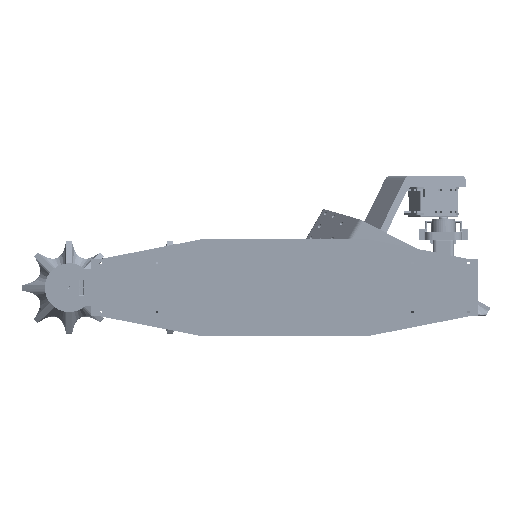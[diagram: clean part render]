
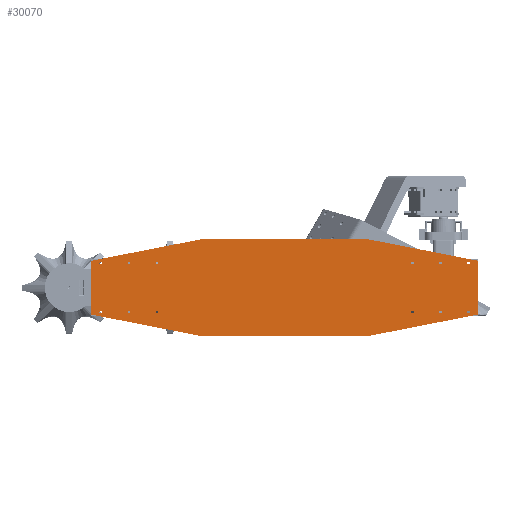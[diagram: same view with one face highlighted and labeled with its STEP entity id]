
A CAD part, front view. The second image highlights one B-rep face of the part: STEP entity #30070.
In plain terms, the highlighted planar face has unit normal (0, -1, 0).
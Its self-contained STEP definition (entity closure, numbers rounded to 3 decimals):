
#1290=FACE_BOUND('',#4489,.T.);
#1291=FACE_BOUND('',#4490,.T.);
#1292=FACE_BOUND('',#4491,.T.);
#1293=FACE_BOUND('',#4492,.T.);
#1294=FACE_BOUND('',#4493,.T.);
#1295=FACE_BOUND('',#4494,.T.);
#1296=FACE_BOUND('',#4495,.T.);
#1297=FACE_BOUND('',#4496,.T.);
#1298=FACE_BOUND('',#4497,.T.);
#1299=FACE_BOUND('',#4498,.T.);
#1300=FACE_BOUND('',#4499,.T.);
#1301=FACE_BOUND('',#4500,.T.);
#1744=PLANE('',#32039);
#2783=FACE_OUTER_BOUND('',#4488,.T.);
#4488=EDGE_LOOP('',(#20876,#20877,#20878,#20879,#20880,#20881,#20882,#20883));
#4489=EDGE_LOOP('',(#20884));
#4490=EDGE_LOOP('',(#20885));
#4491=EDGE_LOOP('',(#20886));
#4492=EDGE_LOOP('',(#20887));
#4493=EDGE_LOOP('',(#20888));
#4494=EDGE_LOOP('',(#20889));
#4495=EDGE_LOOP('',(#20890));
#4496=EDGE_LOOP('',(#20891));
#4497=EDGE_LOOP('',(#20892));
#4498=EDGE_LOOP('',(#20893));
#4499=EDGE_LOOP('',(#20894));
#4500=EDGE_LOOP('',(#20895));
#6617=LINE('',#43424,#9557);
#6621=LINE('',#43432,#9561);
#6624=LINE('',#43438,#9564);
#6627=LINE('',#43444,#9567);
#6630=LINE('',#43450,#9570);
#6633=LINE('',#43456,#9573);
#6636=LINE('',#43462,#9576);
#6639=LINE('',#43467,#9579);
#9557=VECTOR('',#34887,10.);
#9561=VECTOR('',#34893,10.);
#9564=VECTOR('',#34898,10.);
#9567=VECTOR('',#34903,10.);
#9570=VECTOR('',#34908,10.);
#9573=VECTOR('',#34913,10.);
#9576=VECTOR('',#34918,10.);
#9579=VECTOR('',#34923,10.);
#12486=CIRCLE('',#31996,1.6);
#12488=CIRCLE('',#31999,1.6);
#12490=CIRCLE('',#32002,1.6);
#12492=CIRCLE('',#32005,1.6);
#12494=CIRCLE('',#32008,1.6);
#12496=CIRCLE('',#32011,1.6);
#12498=CIRCLE('',#32014,1.6);
#12500=CIRCLE('',#32017,1.6);
#12502=CIRCLE('',#32020,1.6);
#12504=CIRCLE('',#32023,1.6);
#12506=CIRCLE('',#32026,1.6);
#12508=CIRCLE('',#32029,1.6);
#13537=VERTEX_POINT('',#43352);
#13539=VERTEX_POINT('',#43358);
#13541=VERTEX_POINT('',#43364);
#13543=VERTEX_POINT('',#43370);
#13545=VERTEX_POINT('',#43376);
#13547=VERTEX_POINT('',#43382);
#13549=VERTEX_POINT('',#43388);
#13551=VERTEX_POINT('',#43394);
#13553=VERTEX_POINT('',#43400);
#13555=VERTEX_POINT('',#43406);
#13557=VERTEX_POINT('',#43412);
#13559=VERTEX_POINT('',#43418);
#13560=VERTEX_POINT('',#43422);
#13561=VERTEX_POINT('',#43423);
#13564=VERTEX_POINT('',#43431);
#13566=VERTEX_POINT('',#43437);
#13568=VERTEX_POINT('',#43443);
#13570=VERTEX_POINT('',#43449);
#13572=VERTEX_POINT('',#43455);
#13574=VERTEX_POINT('',#43461);
#16378=EDGE_CURVE('',#13537,#13537,#12486,.T.);
#16381=EDGE_CURVE('',#13539,#13539,#12488,.T.);
#16384=EDGE_CURVE('',#13541,#13541,#12490,.T.);
#16387=EDGE_CURVE('',#13543,#13543,#12492,.T.);
#16390=EDGE_CURVE('',#13545,#13545,#12494,.T.);
#16393=EDGE_CURVE('',#13547,#13547,#12496,.T.);
#16396=EDGE_CURVE('',#13549,#13549,#12498,.T.);
#16399=EDGE_CURVE('',#13551,#13551,#12500,.T.);
#16402=EDGE_CURVE('',#13553,#13553,#12502,.T.);
#16405=EDGE_CURVE('',#13555,#13555,#12504,.T.);
#16408=EDGE_CURVE('',#13557,#13557,#12506,.T.);
#16411=EDGE_CURVE('',#13559,#13559,#12508,.T.);
#16412=EDGE_CURVE('',#13560,#13561,#6617,.T.);
#16416=EDGE_CURVE('',#13564,#13560,#6621,.T.);
#16419=EDGE_CURVE('',#13566,#13564,#6624,.T.);
#16422=EDGE_CURVE('',#13568,#13566,#6627,.T.);
#16425=EDGE_CURVE('',#13570,#13568,#6630,.T.);
#16428=EDGE_CURVE('',#13572,#13570,#6633,.T.);
#16431=EDGE_CURVE('',#13574,#13572,#6636,.T.);
#16434=EDGE_CURVE('',#13561,#13574,#6639,.T.);
#20876=ORIENTED_EDGE('',*,*,#16434,.F.);
#20877=ORIENTED_EDGE('',*,*,#16412,.F.);
#20878=ORIENTED_EDGE('',*,*,#16416,.F.);
#20879=ORIENTED_EDGE('',*,*,#16419,.F.);
#20880=ORIENTED_EDGE('',*,*,#16422,.F.);
#20881=ORIENTED_EDGE('',*,*,#16425,.F.);
#20882=ORIENTED_EDGE('',*,*,#16428,.F.);
#20883=ORIENTED_EDGE('',*,*,#16431,.F.);
#20884=ORIENTED_EDGE('',*,*,#16411,.F.);
#20885=ORIENTED_EDGE('',*,*,#16408,.F.);
#20886=ORIENTED_EDGE('',*,*,#16405,.F.);
#20887=ORIENTED_EDGE('',*,*,#16402,.F.);
#20888=ORIENTED_EDGE('',*,*,#16399,.F.);
#20889=ORIENTED_EDGE('',*,*,#16396,.F.);
#20890=ORIENTED_EDGE('',*,*,#16393,.F.);
#20891=ORIENTED_EDGE('',*,*,#16390,.F.);
#20892=ORIENTED_EDGE('',*,*,#16387,.F.);
#20893=ORIENTED_EDGE('',*,*,#16384,.F.);
#20894=ORIENTED_EDGE('',*,*,#16381,.F.);
#20895=ORIENTED_EDGE('',*,*,#16378,.F.);
#30070=ADVANCED_FACE('',(#2783,#1290,#1291,#1292,#1293,#1294,#1295,#1296,
#1297,#1298,#1299,#1300,#1301),#1744,.F.);
#31996=AXIS2_PLACEMENT_3D('',#43354,#34806,#34807);
#31999=AXIS2_PLACEMENT_3D('',#43360,#34813,#34814);
#32002=AXIS2_PLACEMENT_3D('',#43366,#34820,#34821);
#32005=AXIS2_PLACEMENT_3D('',#43372,#34827,#34828);
#32008=AXIS2_PLACEMENT_3D('',#43378,#34834,#34835);
#32011=AXIS2_PLACEMENT_3D('',#43384,#34841,#34842);
#32014=AXIS2_PLACEMENT_3D('',#43390,#34848,#34849);
#32017=AXIS2_PLACEMENT_3D('',#43396,#34855,#34856);
#32020=AXIS2_PLACEMENT_3D('',#43402,#34862,#34863);
#32023=AXIS2_PLACEMENT_3D('',#43408,#34869,#34870);
#32026=AXIS2_PLACEMENT_3D('',#43414,#34876,#34877);
#32029=AXIS2_PLACEMENT_3D('',#43420,#34883,#34884);
#32039=AXIS2_PLACEMENT_3D('',#43470,#34927,#34928);
#34806=DIRECTION('center_axis',(0.,-1.,0.));
#34807=DIRECTION('ref_axis',(1.,0.,0.));
#34813=DIRECTION('center_axis',(0.,-1.,0.));
#34814=DIRECTION('ref_axis',(1.,0.,0.));
#34820=DIRECTION('center_axis',(0.,-1.,0.));
#34821=DIRECTION('ref_axis',(1.,0.,0.));
#34827=DIRECTION('center_axis',(0.,-1.,0.));
#34828=DIRECTION('ref_axis',(1.,0.,0.));
#34834=DIRECTION('center_axis',(0.,-1.,0.));
#34835=DIRECTION('ref_axis',(1.,0.,0.));
#34841=DIRECTION('center_axis',(0.,-1.,0.));
#34842=DIRECTION('ref_axis',(1.,0.,0.));
#34848=DIRECTION('center_axis',(0.,-1.,0.));
#34849=DIRECTION('ref_axis',(1.,0.,0.));
#34855=DIRECTION('center_axis',(0.,-1.,0.));
#34856=DIRECTION('ref_axis',(1.,0.,0.));
#34862=DIRECTION('center_axis',(0.,-1.,0.));
#34863=DIRECTION('ref_axis',(1.,0.,0.));
#34869=DIRECTION('center_axis',(0.,-1.,0.));
#34870=DIRECTION('ref_axis',(1.,0.,0.));
#34876=DIRECTION('center_axis',(0.,-1.,0.));
#34877=DIRECTION('ref_axis',(1.,0.,0.));
#34883=DIRECTION('center_axis',(0.,-1.,0.));
#34884=DIRECTION('ref_axis',(1.,0.,0.));
#34887=DIRECTION('',(0.981,0.,-0.192));
#34893=DIRECTION('',(1.,0.,0.));
#34898=DIRECTION('',(0.981,0.,0.192));
#34903=DIRECTION('',(0.,0.,1.));
#34908=DIRECTION('',(-0.981,0.,0.192));
#34913=DIRECTION('',(-1.,0.,0.));
#34918=DIRECTION('',(-0.981,0.,-0.192));
#34923=DIRECTION('',(0.,0.,-1.));
#34927=DIRECTION('center_axis',(0.,1.,0.));
#34928=DIRECTION('ref_axis',(0.,0.,1.));
#43352=CARTESIAN_POINT('',(-193.15,0.,30.1));
#43354=CARTESIAN_POINT('Origin',(-191.55,0.,30.1));
#43358=CARTESIAN_POINT('',(-227.667,0.,-30.1));
#43360=CARTESIAN_POINT('Origin',(-226.067,0.,-30.1));
#43364=CARTESIAN_POINT('',(155.433,0.,-30.1));
#43366=CARTESIAN_POINT('Origin',(157.033,0.,-30.1));
#43370=CARTESIAN_POINT('',(189.95,0.,-30.1));
#43372=CARTESIAN_POINT('Origin',(191.55,0.,-30.1));
#43376=CARTESIAN_POINT('',(224.467,0.,-30.1));
#43378=CARTESIAN_POINT('Origin',(226.067,0.,-30.1));
#43382=CARTESIAN_POINT('',(155.433,0.,30.1));
#43384=CARTESIAN_POINT('Origin',(157.033,0.,30.1));
#43388=CARTESIAN_POINT('',(189.95,0.,30.1));
#43390=CARTESIAN_POINT('Origin',(191.55,0.,30.1));
#43394=CARTESIAN_POINT('',(224.467,0.,30.1));
#43396=CARTESIAN_POINT('Origin',(226.067,0.,30.1));
#43400=CARTESIAN_POINT('',(-158.633,0.,-30.1));
#43402=CARTESIAN_POINT('Origin',(-157.033,0.,-30.1));
#43406=CARTESIAN_POINT('',(-193.15,0.,-30.1));
#43408=CARTESIAN_POINT('Origin',(-191.55,0.,-30.1));
#43412=CARTESIAN_POINT('',(-227.667,0.,30.1));
#43414=CARTESIAN_POINT('Origin',(-226.067,0.,30.1));
#43418=CARTESIAN_POINT('',(-158.633,0.,30.1));
#43420=CARTESIAN_POINT('Origin',(-157.033,0.,30.1));
#43422=CARTESIAN_POINT('',(100.,0.,60.));
#43423=CARTESIAN_POINT('',(237.361,0.,33.1));
#43424=CARTESIAN_POINT('',(100.,0.,60.));
#43431=CARTESIAN_POINT('',(-100.,0.,60.));
#43432=CARTESIAN_POINT('',(-100.,0.,60.));
#43437=CARTESIAN_POINT('',(-237.361,0.,33.1));
#43438=CARTESIAN_POINT('',(-237.361,0.,33.1));
#43443=CARTESIAN_POINT('',(-237.361,0.,-33.1));
#43444=CARTESIAN_POINT('',(-237.361,0.,-33.1));
#43449=CARTESIAN_POINT('',(-100.,0.,-60.));
#43450=CARTESIAN_POINT('',(-100.,0.,-60.));
#43455=CARTESIAN_POINT('',(100.,0.,-60.));
#43456=CARTESIAN_POINT('',(100.,0.,-60.));
#43461=CARTESIAN_POINT('',(237.361,0.,-33.1));
#43462=CARTESIAN_POINT('',(237.361,0.,-33.1));
#43467=CARTESIAN_POINT('',(237.361,0.,33.1));
#43470=CARTESIAN_POINT('Origin',(0.,0.,0.));
